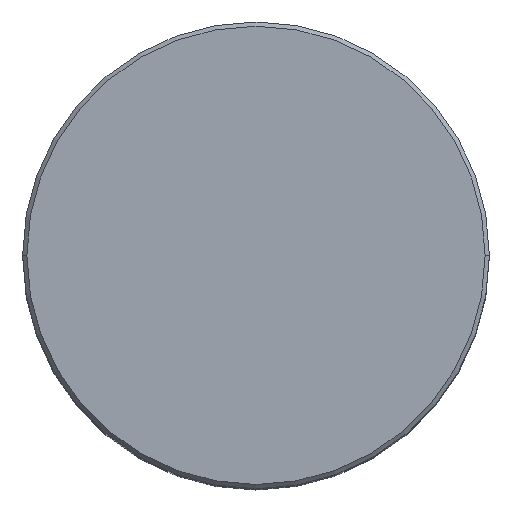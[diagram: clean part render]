
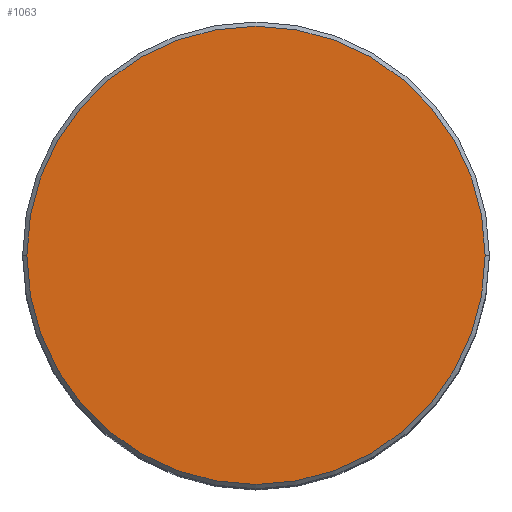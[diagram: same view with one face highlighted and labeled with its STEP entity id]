
A CAD part, top view. The second image highlights one B-rep face of the part: STEP entity #1063.
In plain terms, the highlighted planar face has unit normal (0, 0, 1).
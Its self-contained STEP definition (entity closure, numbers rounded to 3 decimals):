
#18 = DIRECTION ( 'NONE',  ( 1., 0., 0. ) ) ;
#36 = CIRCLE ( 'NONE', #446, 5.4 ) ;
#55 = VERTEX_POINT ( 'NONE', #672 ) ;
#67 = EDGE_LOOP ( 'NONE', ( #258, #1311 ) ) ;
#123 = DIRECTION ( 'NONE',  ( 0., 0., 1. ) ) ;
#193 = VERTEX_POINT ( 'NONE', #268 ) ;
#241 = DIRECTION ( 'NONE',  ( 1., 0., 0. ) ) ;
#258 = ORIENTED_EDGE ( 'NONE', *, *, #1264, .T. ) ;
#268 = CARTESIAN_POINT ( 'NONE',  ( 5.4, 0., 0. ) ) ;
#358 = DIRECTION ( 'NONE',  ( 0., 0., 1. ) ) ;
#407 = EDGE_CURVE ( 'NONE', #193, #55, #1321, .T. ) ;
#446 = AXIS2_PLACEMENT_3D ( 'NONE', #769, #358, #241 ) ;
#554 = DIRECTION ( 'NONE',  ( 1., 0., 0. ) ) ;
#556 = CARTESIAN_POINT ( 'NONE',  ( 0., 0., 0. ) ) ;
#672 = CARTESIAN_POINT ( 'NONE',  ( -5.4, 0., 0. ) ) ;
#734 = FACE_OUTER_BOUND ( 'NONE', #67, .T. ) ;
#769 = CARTESIAN_POINT ( 'NONE',  ( 0., 0., 0. ) ) ;
#970 = AXIS2_PLACEMENT_3D ( 'NONE', #556, #123, #18 ) ;
#1020 = AXIS2_PLACEMENT_3D ( 'NONE', #1369, #1057, #554 ) ;
#1057 = DIRECTION ( 'NONE',  ( 0., 0., 1. ) ) ;
#1063 = ADVANCED_FACE ( 'NONE', ( #734 ), #1156, .T. ) ;
#1156 = PLANE ( 'NONE',  #1020 ) ;
#1264 = EDGE_CURVE ( 'NONE', #55, #193, #36, .T. ) ;
#1311 = ORIENTED_EDGE ( 'NONE', *, *, #407, .T. ) ;
#1321 = CIRCLE ( 'NONE', #970, 5.4 ) ;
#1369 = CARTESIAN_POINT ( 'NONE',  ( 0., 0., 0. ) ) ;
